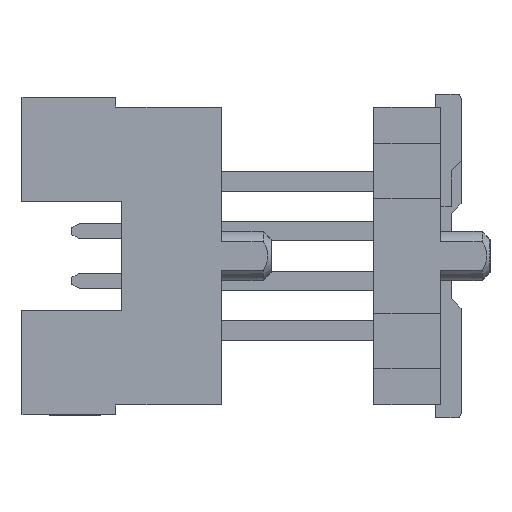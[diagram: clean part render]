
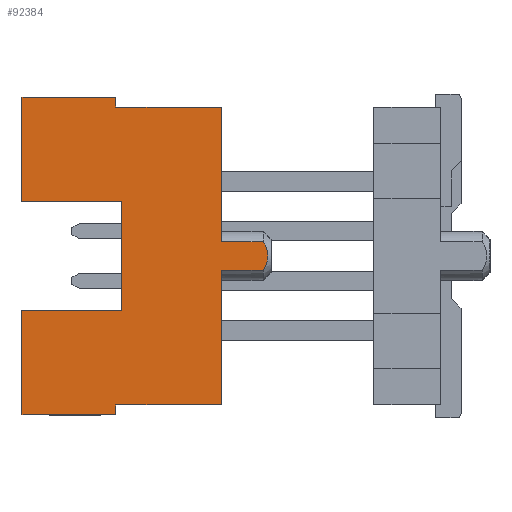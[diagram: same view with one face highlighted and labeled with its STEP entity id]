
A CAD part, left-side view. The second image highlights one B-rep face of the part: STEP entity #92384.
In plain terms, the highlighted planar face has unit normal (-1, 0, 0).
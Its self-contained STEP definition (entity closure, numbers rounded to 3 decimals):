
#399=DIRECTION('',(0.,-1.,0.));
#400=VECTOR('',#399,2.7);
#401=CARTESIAN_POINT('',(-26.67,2.7,-3.81));
#402=LINE('',#401,#400);
#514=DIRECTION('',(0.,1.,0.));
#515=VECTOR('',#514,2.7);
#516=CARTESIAN_POINT('',(-26.67,0.,3.81));
#517=LINE('',#516,#515);
#526=DIRECTION('',(0.,0.,1.));
#527=VECTOR('',#526,0.255);
#528=CARTESIAN_POINT('',(-26.67,2.7,3.81));
#529=LINE('',#528,#527);
#542=DIRECTION('',(0.,-1.,0.));
#543=VECTOR('',#542,2.4);
#544=CARTESIAN_POINT('',(-26.67,5.1,4.065));
#545=LINE('',#544,#543);
#562=DIRECTION('',(0.,0.,1.));
#563=VECTOR('',#562,3.44);
#564=CARTESIAN_POINT('',(-26.67,0.,-3.81));
#565=LINE('',#564,#563);
#566=DIRECTION('',(0.,0.,-1.));
#567=VECTOR('',#566,2.67);
#568=CARTESIAN_POINT('',(-26.67,5.1,-1.395));
#569=LINE('',#568,#567);
#570=DIRECTION('',(0.,-1.,0.));
#571=VECTOR('',#570,2.54);
#572=CARTESIAN_POINT('',(-26.67,5.1,1.395));
#573=LINE('',#572,#571);
#574=DIRECTION('',(0.,0.,-1.));
#575=VECTOR('',#574,2.67);
#576=CARTESIAN_POINT('',(-26.67,5.1,4.065));
#577=LINE('',#576,#575);
#578=DIRECTION('',(0.,0.,1.));
#579=VECTOR('',#578,3.44);
#580=CARTESIAN_POINT('',(-26.67,0.,0.37));
#581=LINE('',#580,#579);
#598=DIRECTION('',(0.,1.,0.));
#599=VECTOR('',#598,1.07);
#600=CARTESIAN_POINT('',(-26.67,-1.07,
0.37));
#601=LINE('',#600,#599);
#602=DIRECTION('',(0.,-1.,0.));
#603=VECTOR('',#602,1.07);
#604=CARTESIAN_POINT('',(-26.67,0.,-0.37));
#605=LINE('',#604,#603);
#618=CARTESIAN_POINT('',(-26.67,-1.07,
-0.37));
#619=CARTESIAN_POINT('',(-26.67,-1.096,
-0.325));
#620=CARTESIAN_POINT('',(-26.67,-1.141,
-0.239));
#621=CARTESIAN_POINT('',(-26.67,-1.181,
-0.115));
#622=CARTESIAN_POINT('',(-26.67,-1.194,
0.));
#623=CARTESIAN_POINT('',(-26.67,-1.181,
0.115));
#624=CARTESIAN_POINT('',(-26.67,-1.141,
0.239));
#625=CARTESIAN_POINT('',(-26.67,-1.096,
0.325));
#626=CARTESIAN_POINT('',(-26.67,-1.07,
0.37));
#661=DIRECTION('',(0.,0.,1.));
#662=VECTOR('',#661,0.255);
#663=CARTESIAN_POINT('',(-26.67,2.7,-4.065));
#664=LINE('',#663,#662);
#673=DIRECTION('',(0.,1.,0.));
#674=VECTOR('',#673,2.4);
#675=CARTESIAN_POINT('',(-26.67,2.7,-4.065));
#676=LINE('',#675,#674);
#973=DIRECTION('',(0.,1.,0.));
#974=VECTOR('',#973,2.54);
#975=CARTESIAN_POINT('',(-26.67,2.56,-1.395));
#976=LINE('',#975,#974);
#1001=DIRECTION('',(0.,0.,-1.));
#1002=VECTOR('',#1001,2.79);
#1003=CARTESIAN_POINT('',(-26.67,2.56,1.395));
#1004=LINE('',#1003,#1002);
#79335=CARTESIAN_POINT('',(-26.67,0.,3.81));
#79336=VERTEX_POINT('',#79335);
#79337=CARTESIAN_POINT('',(-26.67,0.,0.37));
#79338=VERTEX_POINT('',#79337);
#79339=CARTESIAN_POINT('',(-26.67,0.,-0.37));
#79340=VERTEX_POINT('',#79339);
#79341=CARTESIAN_POINT('',(-26.67,0.,-3.81));
#79342=VERTEX_POINT('',#79341);
#80665=CARTESIAN_POINT('',(-26.67,5.1,4.065));
#80666=VERTEX_POINT('',#80665);
#80667=CARTESIAN_POINT('',(-26.67,5.1,1.395));
#80668=VERTEX_POINT('',#80667);
#80671=CARTESIAN_POINT('',(-26.67,5.1,-1.395));
#80672=VERTEX_POINT('',#80671);
#80673=CARTESIAN_POINT('',(-26.67,5.1,-4.065));
#80674=VERTEX_POINT('',#80673);
#80687=CARTESIAN_POINT('',(-26.67,2.56,1.395));
#80688=VERTEX_POINT('',#80687);
#80689=CARTESIAN_POINT('',(-26.67,-1.07,
0.37));
#80690=VERTEX_POINT('',#80689);
#80691=VERTEX_POINT('',#618);
#80692=CARTESIAN_POINT('',(-26.67,2.7,-3.81));
#80693=VERTEX_POINT('',#80692);
#80694=CARTESIAN_POINT('',(-26.67,2.7,-4.065));
#80695=VERTEX_POINT('',#80694);
#80696=CARTESIAN_POINT('',(-26.67,2.56,-1.395));
#80697=VERTEX_POINT('',#80696);
#80698=CARTESIAN_POINT('',(-26.67,2.7,4.065));
#80699=VERTEX_POINT('',#80698);
#80700=CARTESIAN_POINT('',(-26.67,2.7,3.81));
#80701=VERTEX_POINT('',#80700);
#92353=CARTESIAN_POINT('',(-26.67,1.955,0.));
#92354=DIRECTION('',(1.,0.,0.));
#92355=DIRECTION('',(0.,0.,1.));
#92356=AXIS2_PLACEMENT_3D('',#92353,#92354,#92355);
#92357=PLANE('',#92356);
#92359=ORIENTED_EDGE('',*,*,#92358,.F.);
#92361=ORIENTED_EDGE('',*,*,#92360,.F.);
#92363=ORIENTED_EDGE('',*,*,#92362,.F.);
#92364=ORIENTED_EDGE('',*,*,#90826,.F.);
#92365=ORIENTED_EDGE('',*,*,#92149,.F.);
#92367=ORIENTED_EDGE('',*,*,#92366,.F.);
#92369=ORIENTED_EDGE('',*,*,#92368,.T.);
#92371=ORIENTED_EDGE('',*,*,#92370,.F.);
#92373=ORIENTED_EDGE('',*,*,#92372,.F.);
#92375=ORIENTED_EDGE('',*,*,#92374,.F.);
#92376=ORIENTED_EDGE('',*,*,#92344,.F.);
#92377=ORIENTED_EDGE('',*,*,#92315,.F.);
#92378=ORIENTED_EDGE('',*,*,#92295,.T.);
#92379=ORIENTED_EDGE('',*,*,#92281,.F.);
#92380=ORIENTED_EDGE('',*,*,#92267,.F.);
#92381=ORIENTED_EDGE('',*,*,#90830,.F.);
#92382=EDGE_LOOP('',(#92359,#92361,#92363,#92364,#92365,#92367,#92369,#92371,
#92373,#92375,#92376,#92377,#92378,#92379,#92380,#92381));
#92383=FACE_OUTER_BOUND('',#92382,.F.);
#92384=ADVANCED_FACE('',(#92383),#92357,.F.);
#627=B_SPLINE_CURVE_WITH_KNOTS('',3,(#618,#619,#620,#621,#622,#623,#624,#625,
#626),.UNSPECIFIED.,.F.,.F.,(4,1,1,1,1,1,4),(0.,0.167,
0.333,0.5,0.667,0.833,1.),
.UNSPECIFIED.);
#90826=EDGE_CURVE('',#79342,#79340,#565,.T.);
#90830=EDGE_CURVE('',#79338,#79336,#581,.T.);
#92149=EDGE_CURVE('',#80693,#79342,#402,.T.);
#92267=EDGE_CURVE('',#79336,#80701,#517,.T.);
#92281=EDGE_CURVE('',#80701,#80699,#529,.T.);
#92295=EDGE_CURVE('',#80666,#80699,#545,.T.);
#92315=EDGE_CURVE('',#80666,#80668,#577,.T.);
#92344=EDGE_CURVE('',#80668,#80688,#573,.T.);
#92358=EDGE_CURVE('',#80690,#79338,#601,.T.);
#92360=EDGE_CURVE('',#80691,#80690,#627,.T.);
#92362=EDGE_CURVE('',#79340,#80691,#605,.T.);
#92366=EDGE_CURVE('',#80695,#80693,#664,.T.);
#92368=EDGE_CURVE('',#80695,#80674,#676,.T.);
#92370=EDGE_CURVE('',#80672,#80674,#569,.T.);
#92372=EDGE_CURVE('',#80697,#80672,#976,.T.);
#92374=EDGE_CURVE('',#80688,#80697,#1004,.T.);
